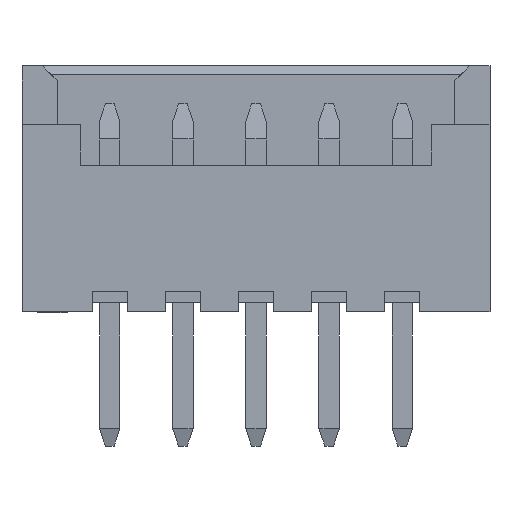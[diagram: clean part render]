
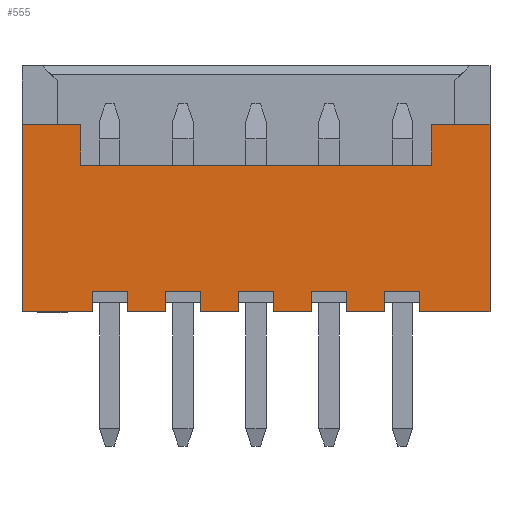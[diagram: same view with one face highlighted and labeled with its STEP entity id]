
A CAD part, front view. The second image highlights one B-rep face of the part: STEP entity #555.
In plain terms, the highlighted planar face has unit normal (0, -1, 0).
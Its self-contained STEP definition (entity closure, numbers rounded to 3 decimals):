
#555=ADVANCED_FACE('',(#1364),#1365,.T.);
#1364=FACE_OUTER_BOUND('',#2432,.T.);
#1365=PLANE('',#2433);
#2432=EDGE_LOOP('',(#4054,#4055,#4056,#4057,#4058,#4059,#4060,#4061,#4062,#4063,#4064,#4065,#4066,#4067,#4068,#4069,#4070,#4071,#4072,#4073,#4074,#4075,#4076,#4077,#4078,#4079,#4080,#4081));
#2433=AXIS2_PLACEMENT_3D('',#4082,#4083,#4084);
#4054=ORIENTED_EDGE('',*,*,#6892,.T.);
#4055=ORIENTED_EDGE('',*,*,#6893,.T.);
#4056=ORIENTED_EDGE('',*,*,#6894,.T.);
#4057=ORIENTED_EDGE('',*,*,#6895,.F.);
#4058=ORIENTED_EDGE('',*,*,#6896,.T.);
#4059=ORIENTED_EDGE('',*,*,#6897,.T.);
#4060=ORIENTED_EDGE('',*,*,#6898,.T.);
#4061=ORIENTED_EDGE('',*,*,#6899,.F.);
#4062=ORIENTED_EDGE('',*,*,#6900,.T.);
#4063=ORIENTED_EDGE('',*,*,#6901,.T.);
#4064=ORIENTED_EDGE('',*,*,#6902,.T.);
#4065=ORIENTED_EDGE('',*,*,#6903,.F.);
#4066=ORIENTED_EDGE('',*,*,#6904,.T.);
#4067=ORIENTED_EDGE('',*,*,#6905,.T.);
#4068=ORIENTED_EDGE('',*,*,#6906,.T.);
#4069=ORIENTED_EDGE('',*,*,#6907,.F.);
#4070=ORIENTED_EDGE('',*,*,#6908,.T.);
#4071=ORIENTED_EDGE('',*,*,#6909,.T.);
#4072=ORIENTED_EDGE('',*,*,#6910,.F.);
#4073=ORIENTED_EDGE('',*,*,#6911,.T.);
#4074=ORIENTED_EDGE('',*,*,#6912,.F.);
#4075=ORIENTED_EDGE('',*,*,#6913,.F.);
#4076=ORIENTED_EDGE('',*,*,#6914,.F.);
#4077=ORIENTED_EDGE('',*,*,#6915,.F.);
#4078=ORIENTED_EDGE('',*,*,#6624,.T.);
#4079=ORIENTED_EDGE('',*,*,#6890,.T.);
#4080=ORIENTED_EDGE('',*,*,#6916,.T.);
#4081=ORIENTED_EDGE('',*,*,#6917,.F.);
#4082=CARTESIAN_POINT('',(-4.0,-1.6,0.0));
#4083=DIRECTION('',(0.0,-1.0,0.0));
#4084=DIRECTION('',(1.0,0.0,0.0));
#6624=EDGE_CURVE('',#8016,#8014,#8017,.T.);
#6890=EDGE_CURVE('',#8014,#8398,#8400,.T.);
#6892=EDGE_CURVE('',#8402,#8403,#8404,.T.);
#6893=EDGE_CURVE('',#8403,#8405,#8406,.T.);
#6894=EDGE_CURVE('',#8405,#8407,#8408,.T.);
#6895=EDGE_CURVE('',#8409,#8407,#8410,.T.);
#6896=EDGE_CURVE('',#8409,#8411,#8412,.T.);
#6897=EDGE_CURVE('',#8411,#8413,#8414,.T.);
#6898=EDGE_CURVE('',#8413,#8415,#8416,.T.);
#6899=EDGE_CURVE('',#8417,#8415,#8418,.T.);
#6900=EDGE_CURVE('',#8417,#8419,#8420,.T.);
#6901=EDGE_CURVE('',#8419,#8421,#8422,.T.);
#6902=EDGE_CURVE('',#8421,#8423,#8424,.T.);
#6903=EDGE_CURVE('',#8425,#8423,#8426,.T.);
#6904=EDGE_CURVE('',#8425,#8427,#8428,.T.);
#6905=EDGE_CURVE('',#8427,#8429,#8430,.T.);
#6906=EDGE_CURVE('',#8429,#8431,#8432,.T.);
#6907=EDGE_CURVE('',#8433,#8431,#8434,.T.);
#6908=EDGE_CURVE('',#8433,#8435,#8436,.T.);
#6909=EDGE_CURVE('',#8435,#8437,#8438,.T.);
#6910=EDGE_CURVE('',#8439,#8437,#8440,.T.);
#6911=EDGE_CURVE('',#8439,#8441,#8442,.T.);
#6912=EDGE_CURVE('',#8443,#8441,#8444,.T.);
#6913=EDGE_CURVE('',#8445,#8443,#8446,.T.);
#6914=EDGE_CURVE('',#8447,#8445,#8448,.T.);
#6915=EDGE_CURVE('',#8016,#8447,#8449,.T.);
#6916=EDGE_CURVE('',#8398,#8450,#8451,.T.);
#6917=EDGE_CURVE('',#8402,#8450,#8452,.T.);
#8014=VERTEX_POINT('',#10039);
#8016=VERTEX_POINT('',#10042);
#8017=LINE('',#10043,#10044);
#8398=VERTEX_POINT('',#10615);
#8400=LINE('',#10618,#10619);
#8402=VERTEX_POINT('',#10621);
#8403=VERTEX_POINT('',#10622);
#8404=LINE('',#10623,#10624);
#8405=VERTEX_POINT('',#10625);
#8406=LINE('',#10626,#10627);
#8407=VERTEX_POINT('',#10628);
#8408=LINE('',#10629,#10630);
#8409=VERTEX_POINT('',#10631);
#8410=LINE('',#10632,#10633);
#8411=VERTEX_POINT('',#10634);
#8412=LINE('',#10635,#10636);
#8413=VERTEX_POINT('',#10637);
#8414=LINE('',#10638,#10639);
#8415=VERTEX_POINT('',#10640);
#8416=LINE('',#10641,#10642);
#8417=VERTEX_POINT('',#10643);
#8418=LINE('',#10644,#10645);
#8419=VERTEX_POINT('',#10646);
#8420=LINE('',#10647,#10648);
#8421=VERTEX_POINT('',#10649);
#8422=LINE('',#10650,#10651);
#8423=VERTEX_POINT('',#10652);
#8424=LINE('',#10653,#10654);
#8425=VERTEX_POINT('',#10655);
#8426=LINE('',#10656,#10657);
#8427=VERTEX_POINT('',#10658);
#8428=LINE('',#10659,#10660);
#8429=VERTEX_POINT('',#10661);
#8430=LINE('',#10662,#10663);
#8431=VERTEX_POINT('',#10664);
#8432=LINE('',#10665,#10666);
#8433=VERTEX_POINT('',#10667);
#8434=LINE('',#10668,#10669);
#8435=VERTEX_POINT('',#10670);
#8436=LINE('',#10671,#10672);
#8437=VERTEX_POINT('',#10673);
#8438=LINE('',#10674,#10675);
#8439=VERTEX_POINT('',#10676);
#8440=LINE('',#10677,#10678);
#8441=VERTEX_POINT('',#10679);
#8442=LINE('',#10680,#10681);
#8443=VERTEX_POINT('',#10682);
#8444=LINE('',#10683,#10684);
#8445=VERTEX_POINT('',#10685);
#8446=LINE('',#10686,#10687);
#8447=VERTEX_POINT('',#10688);
#8448=LINE('',#10689,#10690);
#8449=LINE('',#10691,#10692);
#8450=VERTEX_POINT('',#10693);
#8451=LINE('',#10694,#10695);
#8452=LINE('',#10696,#10697);
#10039=CARTESIAN_POINT('',(-2.8,-1.6,0.0));
#10042=CARTESIAN_POINT('',(-4.0,-1.6,0.0));
#10043=CARTESIAN_POINT('',(-4.0,-1.6,0.0));
#10044=VECTOR('',#12692,1.0);
#10615=CARTESIAN_POINT('',(-2.8,-1.6,0.35));
#10618=CARTESIAN_POINT('',(-2.8,-1.6,0.0));
#10619=VECTOR('',#12884,1.0);
#10621=CARTESIAN_POINT('',(-2.2,-1.6,0.0));
#10622=CARTESIAN_POINT('',(-1.55,-1.6,0.0));
#10623=CARTESIAN_POINT('',(-2.2,-1.6,0.0));
#10624=VECTOR('',#12885,1.0);
#10625=CARTESIAN_POINT('',(-1.55,-1.6,0.35));
#10626=CARTESIAN_POINT('',(-1.55,-1.6,0.0));
#10627=VECTOR('',#12886,1.0);
#10628=CARTESIAN_POINT('',(-0.95,-1.6,0.35));
#10629=CARTESIAN_POINT('',(-1.55,-1.6,0.35));
#10630=VECTOR('',#12887,1.0);
#10631=CARTESIAN_POINT('',(-0.95,-1.6,0.0));
#10632=CARTESIAN_POINT('',(-0.95,-1.6,0.0));
#10633=VECTOR('',#12888,1.0);
#10634=CARTESIAN_POINT('',(-0.3,-1.6,0.0));
#10635=CARTESIAN_POINT('',(-0.95,-1.6,0.0));
#10636=VECTOR('',#12889,1.0);
#10637=CARTESIAN_POINT('',(-0.3,-1.6,0.35));
#10638=CARTESIAN_POINT('',(-0.3,-1.6,0.0));
#10639=VECTOR('',#12890,1.0);
#10640=CARTESIAN_POINT('',(0.3,-1.6,0.35));
#10641=CARTESIAN_POINT('',(-0.3,-1.6,0.35));
#10642=VECTOR('',#12891,1.0);
#10643=CARTESIAN_POINT('',(0.3,-1.6,0.0));
#10644=CARTESIAN_POINT('',(0.3,-1.6,0.0));
#10645=VECTOR('',#12892,1.0);
#10646=CARTESIAN_POINT('',(0.95,-1.6,0.0));
#10647=CARTESIAN_POINT('',(0.3,-1.6,0.0));
#10648=VECTOR('',#12893,1.0);
#10649=CARTESIAN_POINT('',(0.95,-1.6,0.35));
#10650=CARTESIAN_POINT('',(0.95,-1.6,0.0));
#10651=VECTOR('',#12894,1.0);
#10652=CARTESIAN_POINT('',(1.55,-1.6,0.35));
#10653=CARTESIAN_POINT('',(0.95,-1.6,0.35));
#10654=VECTOR('',#12895,1.0);
#10655=CARTESIAN_POINT('',(1.55,-1.6,0.0));
#10656=CARTESIAN_POINT('',(1.55,-1.6,0.0));
#10657=VECTOR('',#12896,1.0);
#10658=CARTESIAN_POINT('',(2.2,-1.6,0.0));
#10659=CARTESIAN_POINT('',(1.55,-1.6,0.0));
#10660=VECTOR('',#12897,1.0);
#10661=CARTESIAN_POINT('',(2.2,-1.6,0.35));
#10662=CARTESIAN_POINT('',(2.2,-1.6,0.0));
#10663=VECTOR('',#12898,1.0);
#10664=CARTESIAN_POINT('',(2.8,-1.6,0.35));
#10665=CARTESIAN_POINT('',(2.2,-1.6,0.35));
#10666=VECTOR('',#12899,1.0);
#10667=CARTESIAN_POINT('',(2.8,-1.6,0.0));
#10668=CARTESIAN_POINT('',(2.8,-1.6,0.0));
#10669=VECTOR('',#12900,1.0);
#10670=CARTESIAN_POINT('',(4.0,-1.6,0.0));
#10671=CARTESIAN_POINT('',(2.8,-1.6,0.0));
#10672=VECTOR('',#12901,1.0);
#10673=CARTESIAN_POINT('',(4.0,-1.6,3.2));
#10674=CARTESIAN_POINT('',(4.0,-1.6,0.0));
#10675=VECTOR('',#12902,1.0);
#10676=CARTESIAN_POINT('',(3.0,-1.6,3.2));
#10677=CARTESIAN_POINT('',(3.0,-1.6,3.2));
#10678=VECTOR('',#12903,1.0);
#10679=CARTESIAN_POINT('',(3.0,-1.6,2.5));
#10680=CARTESIAN_POINT('',(3.0,-1.6,3.2));
#10681=VECTOR('',#12904,1.0);
#10682=CARTESIAN_POINT('',(-3.0,-1.6,2.5));
#10683=CARTESIAN_POINT('',(-3.0,-1.6,2.5));
#10684=VECTOR('',#12905,1.0);
#10685=CARTESIAN_POINT('',(-3.0,-1.6,3.2));
#10686=CARTESIAN_POINT('',(-3.0,-1.6,3.2));
#10687=VECTOR('',#12906,1.0);
#10688=CARTESIAN_POINT('',(-4.0,-1.6,3.2));
#10689=CARTESIAN_POINT('',(-4.0,-1.6,3.2));
#10690=VECTOR('',#12907,1.0);
#10691=CARTESIAN_POINT('',(-4.0,-1.6,0.0));
#10692=VECTOR('',#12908,1.0);
#10693=CARTESIAN_POINT('',(-2.2,-1.6,0.35));
#10694=CARTESIAN_POINT('',(-2.8,-1.6,0.35));
#10695=VECTOR('',#12909,1.0);
#10696=CARTESIAN_POINT('',(-2.2,-1.6,0.0));
#10697=VECTOR('',#12910,1.0);
#12692=DIRECTION('',(1.0,0.0,0.0));
#12884=DIRECTION('',(0.0,0.0,1.0));
#12885=DIRECTION('',(1.0,0.0,0.0));
#12886=DIRECTION('',(0.0,0.0,1.0));
#12887=DIRECTION('',(1.0,0.0,0.0));
#12888=DIRECTION('',(0.0,0.0,1.0));
#12889=DIRECTION('',(1.0,0.0,0.0));
#12890=DIRECTION('',(0.0,0.0,1.0));
#12891=DIRECTION('',(1.0,0.0,0.0));
#12892=DIRECTION('',(0.0,0.0,1.0));
#12893=DIRECTION('',(1.0,0.0,0.0));
#12894=DIRECTION('',(0.0,0.0,1.0));
#12895=DIRECTION('',(1.0,0.0,0.0));
#12896=DIRECTION('',(0.0,0.0,1.0));
#12897=DIRECTION('',(1.0,0.0,0.0));
#12898=DIRECTION('',(0.0,0.0,1.0));
#12899=DIRECTION('',(1.0,0.0,0.0));
#12900=DIRECTION('',(0.0,0.0,1.0));
#12901=DIRECTION('',(1.0,0.0,0.0));
#12902=DIRECTION('',(0.0,0.0,1.0));
#12903=DIRECTION('',(1.0,0.0,0.0));
#12904=DIRECTION('',(0.0,0.0,-1.0));
#12905=DIRECTION('',(1.0,0.0,0.0));
#12906=DIRECTION('',(0.0,0.0,-1.0));
#12907=DIRECTION('',(1.0,0.0,0.0));
#12908=DIRECTION('',(0.0,0.0,1.0));
#12909=DIRECTION('',(1.0,0.0,0.0));
#12910=DIRECTION('',(0.0,0.0,1.0));
